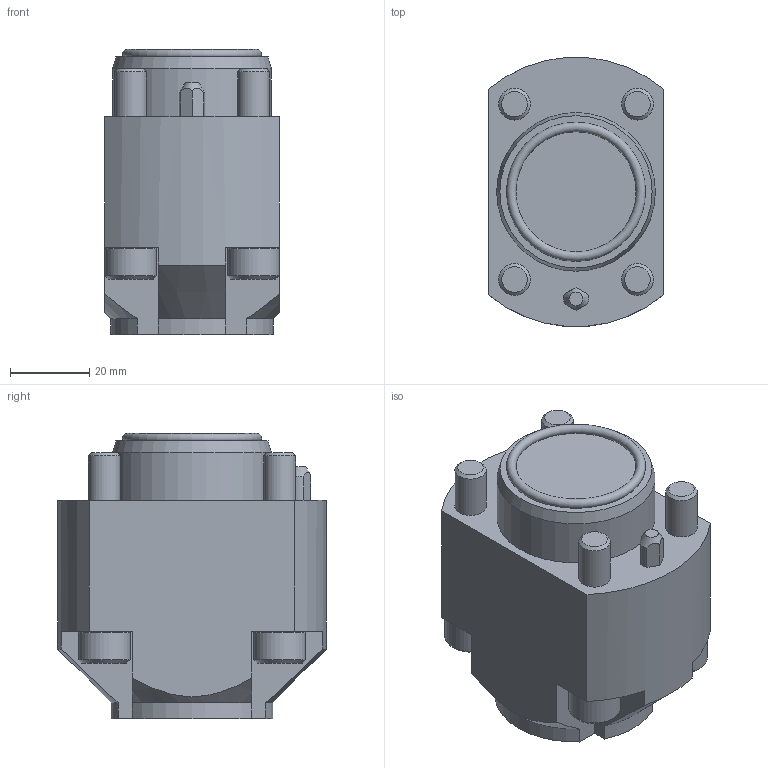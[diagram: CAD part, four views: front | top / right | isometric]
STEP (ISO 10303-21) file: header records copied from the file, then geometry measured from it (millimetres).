
FILE_DESCRIPTION(/* description */ (''),/* implementation_level */ '2;1');
FILE_NAME(/* name */ '1617107472248.stp',/* time_stamp */ '2021-03-30T14:31:18+02:00',/* author */ (''),/* organization */ ('SMS'),/* preprocessor_version */ 'ST-DEVELOPER v16.7',/* originating_system */ 'SIEMENS PLM Software NX 12.0',/* authorisation */ '');
FILE_SCHEMA (('AUTOMOTIVE_DESIGN { 1 0 10303 214 3 1 1 1 }'));
Length unit declared in the file: millimetre
Products named in the file (1): 203456059mod000_00
Bounding box: 44 x 67.79 x 71.89 mm (x, y, z)
Volume: 140053.1 mm3; surface area: 22532.6 mm2
Topology: 1 solids, 1 shells, 71 faces, 175 edges, 122 vertices
Faces by surface type: plane 33, cylinder 18, cone 18, bspline 1, torus 1
Full cylindrical faces by diameter (mm): 2.5 x1, 8 x4, 13 x4, 40 x1
Entity records: 2231 total; most frequent: CARTESIAN_POINT 652, DIRECTION 314, ORIENTED_EDGE 276, EDGE_CURVE 138, AXIS2_PLACEMENT_3D 129, EDGE_LOOP 110, VERTEX_POINT 108, FACE_BOUND 72
